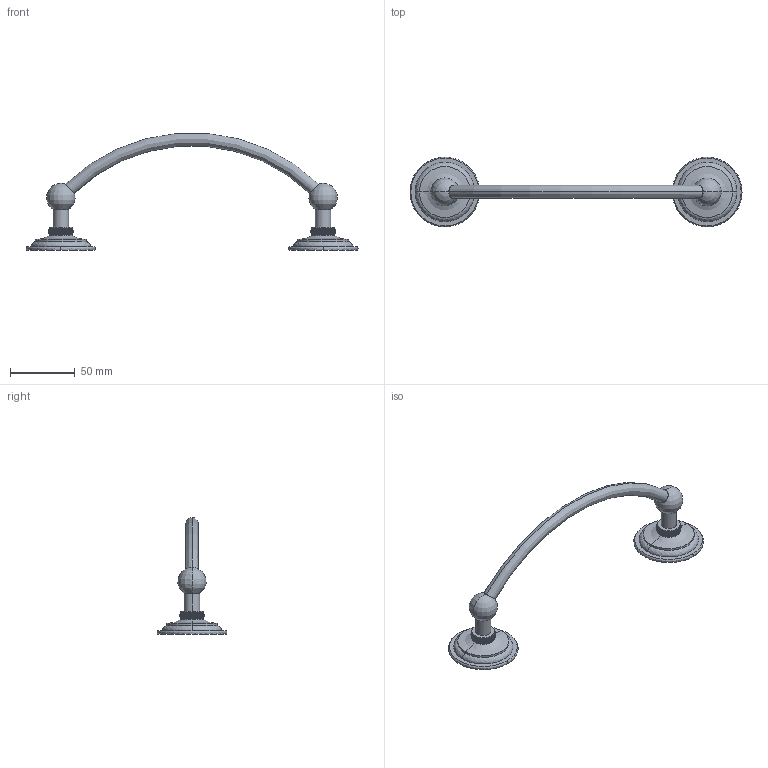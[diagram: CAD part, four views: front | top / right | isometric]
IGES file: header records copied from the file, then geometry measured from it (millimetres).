
Start section:  PTC IGES file: 2605.igs
Global section: file name: 2605.igs; native system: Creo Parametric by PTC Inc.; preprocessor: 2018400; author: jinson.thomas; organization: Unknown; date: 20211217.150321; units: inch
Bounding box: 257.2 x 54 x 90.62 mm (x, y, z)
Volume: 66439 mm3; surface area: 22085 mm2
Topology: 1 solids, 1 shells, 526 faces, 892 edges, 370 vertices
Faces by surface type: bspline 328, revolution 198
